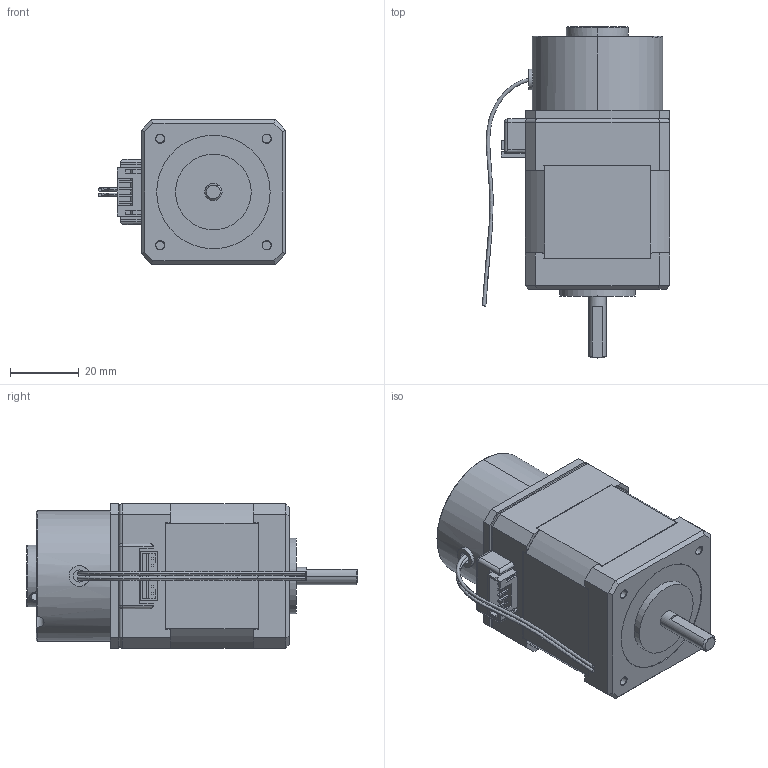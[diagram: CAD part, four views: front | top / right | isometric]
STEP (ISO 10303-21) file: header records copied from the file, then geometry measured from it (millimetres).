
FILE_DESCRIPTION((''),'2;1');
FILE_NAME('SS1704A20D','2019-12-07T09:12:15',('Administrator'),(''),'CREO PARAMETRIC BY PTC INC, 2017110','CREO PARAMETRIC BY PTC INC, 2017110','');
FILE_SCHEMA(('CONFIG_CONTROL_DESIGN'));
Length unit declared in the file: millimetre
Products named in the file (1): SS1704A20D
Bounding box: 54.44 x 96.5 x 42 mm (x, y, z)
Volume: 116576.5 mm3; surface area: 16955.1 mm2
Topology: 1 solids, 1 shells, 323 faces, 801 edges, 504 vertices
Faces by surface type: plane 198, cylinder 77, cone 22, torus 16, bspline 8, sphere 2
Entity records: 10802 total; most frequent: CARTESIAN_POINT 3139, ORIENTED_EDGE 1594, DIRECTION 1541, EDGE_CURVE 797, VECTOR 523, LINE 523, AXIS2_PLACEMENT_3D 509, VERTEX_POINT 504
